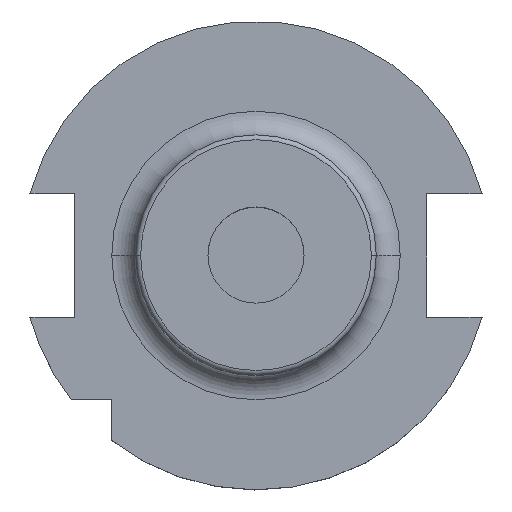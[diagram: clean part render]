
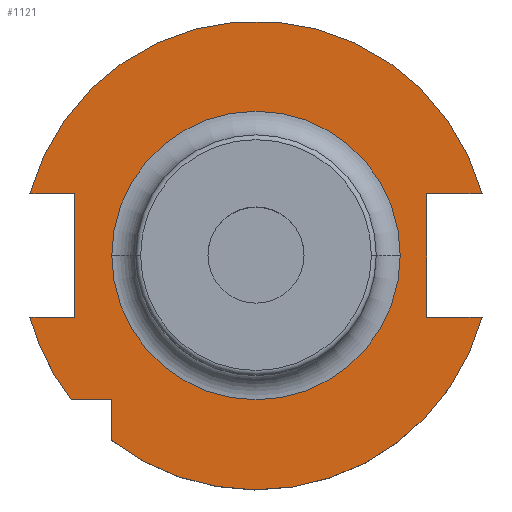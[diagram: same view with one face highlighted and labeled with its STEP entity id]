
A CAD part, top view. The second image highlights one B-rep face of the part: STEP entity #1121.
In plain terms, the highlighted planar face has unit normal (0, 0, 1).
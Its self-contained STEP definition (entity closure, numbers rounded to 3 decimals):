
#3 = ORIENTED_EDGE ( 'NONE', *, *, #1104, .T. ) ;
#47 = VERTEX_POINT ( 'NONE', #1452 ) ;
#62 = CARTESIAN_POINT ( 'NONE',  ( 0., 0., 19.1 ) ) ;
#69 = VERTEX_POINT ( 'NONE', #1107 ) ;
#74 = CARTESIAN_POINT ( 'NONE',  ( -45., -30., 19.1 ) ) ;
#112 = VECTOR ( 'NONE', #1635, 1000. ) ;
#115 = DIRECTION ( 'NONE',  ( 0., 0., -1. ) ) ;
#124 = EDGE_CURVE ( 'NONE', #47, #350, #528, .T. ) ;
#126 = VECTOR ( 'NONE', #1008, 1000. ) ;
#135 = VECTOR ( 'NONE', #695, 1000. ) ;
#143 = AXIS2_PLACEMENT_3D ( 'NONE', #62, #1151, #1959 ) ;
#158 = VECTOR ( 'NONE', #1234, 1000. ) ;
#215 = CARTESIAN_POINT ( 'NONE',  ( -37.7, -12.85, 19.1 ) ) ;
#240 = DIRECTION ( 'NONE',  ( -1., 0., 0. ) ) ;
#249 = CARTESIAN_POINT ( 'NONE',  ( 0., 0., 19.1 ) ) ;
#262 = LINE ( 'NONE', #74, #135 ) ;
#264 = VECTOR ( 'NONE', #1012, 1000. ) ;
#278 = VERTEX_POINT ( 'NONE', #302 ) ;
#293 = CARTESIAN_POINT ( 'NONE',  ( 0., 0., 19.1 ) ) ;
#302 = CARTESIAN_POINT ( 'NONE',  ( -47.026, 12.85, 19.1 ) ) ;
#306 = DIRECTION ( 'NONE',  ( 0., 0., -1. ) ) ;
#350 = VERTEX_POINT ( 'NONE', #517 ) ;
#355 = CARTESIAN_POINT ( 'NONE',  ( -30., -38.426, 19.1 ) ) ;
#418 = EDGE_CURVE ( 'NONE', #551, #1237, #262, .T. ) ;
#456 = LINE ( 'NONE', #612, #1039 ) ;
#458 = CARTESIAN_POINT ( 'NONE',  ( -38.426, -30., 19.1 ) ) ;
#466 = CARTESIAN_POINT ( 'NONE',  ( -63.7, -12.85, 19.1 ) ) ;
#517 = CARTESIAN_POINT ( 'NONE',  ( 35.5, -12.85, 19.1 ) ) ;
#528 = LINE ( 'NONE', #1751, #158 ) ;
#538 = ORIENTED_EDGE ( 'NONE', *, *, #1830, .T. ) ;
#551 = VERTEX_POINT ( 'NONE', #458 ) ;
#565 = VECTOR ( 'NONE', #838, 1000. ) ;
#598 = VERTEX_POINT ( 'NONE', #613 ) ;
#608 = DIRECTION ( 'NONE',  ( -1., 0., 0. ) ) ;
#612 = CARTESIAN_POINT ( 'NONE',  ( -37.7, 12.85, 19.1 ) ) ;
#613 = CARTESIAN_POINT ( 'NONE',  ( -37.7, 12.85, 19.1 ) ) ;
#629 = FACE_OUTER_BOUND ( 'NONE', #1970, .T. ) ;
#656 = CARTESIAN_POINT ( 'NONE',  ( 35.5, 12.85, 19.1 ) ) ;
#681 = CARTESIAN_POINT ( 'NONE',  ( 30., 0., 19.1 ) ) ;
#682 = VERTEX_POINT ( 'NONE', #1329 ) ;
#691 = CARTESIAN_POINT ( 'NONE',  ( 35.5, 12.85, 19.1 ) ) ;
#695 = DIRECTION ( 'NONE',  ( 1., 0., 0. ) ) ;
#705 = DIRECTION ( 'NONE',  ( 0., 0., -1. ) ) ;
#724 = ORIENTED_EDGE ( 'NONE', *, *, #1729, .T. ) ;
#729 = EDGE_LOOP ( 'NONE', ( #2049, #724 ) ) ;
#764 = VERTEX_POINT ( 'NONE', #1845 ) ;
#775 = AXIS2_PLACEMENT_3D ( 'NONE', #1426, #306, #1909 ) ;
#801 = LINE ( 'NONE', #656, #112 ) ;
#810 = CIRCLE ( 'NONE', #1603, 48.75 ) ;
#818 = CIRCLE ( 'NONE', #775, 48.75 ) ;
#819 = AXIS2_PLACEMENT_3D ( 'NONE', #1901, #939, #1094 ) ;
#824 = CARTESIAN_POINT ( 'NONE',  ( -47.026, -12.85, 19.1 ) ) ;
#838 = DIRECTION ( 'NONE',  ( 0., -1., 0. ) ) ;
#939 = DIRECTION ( 'NONE',  ( 0., 0., -1. ) ) ;
#947 = LINE ( 'NONE', #691, #264 ) ;
#955 = ORIENTED_EDGE ( 'NONE', *, *, #1174, .T. ) ;
#961 = EDGE_CURVE ( 'NONE', #682, #764, #801, .T. ) ;
#1008 = DIRECTION ( 'NONE',  ( 1., 0., 0. ) ) ;
#1012 = DIRECTION ( 'NONE',  ( 0., 1., 0. ) ) ;
#1014 = CIRCLE ( 'NONE', #1241, 48.75 ) ;
#1033 = LINE ( 'NONE', #466, #1358 ) ;
#1035 = VERTEX_POINT ( 'NONE', #355 ) ;
#1039 = VECTOR ( 'NONE', #1429, 1000. ) ;
#1078 = ORIENTED_EDGE ( 'NONE', *, *, #124, .T. ) ;
#1094 = DIRECTION ( 'NONE',  ( -1., 0., 0. ) ) ;
#1103 = LINE ( 'NONE', #1333, #126 ) ;
#1104 = EDGE_CURVE ( 'NONE', #1719, #1807, #1033, .T. ) ;
#1107 = CARTESIAN_POINT ( 'NONE',  ( -30., 0., 19.1 ) ) ;
#1121 = ADVANCED_FACE ( 'NONE', ( #1571, #629 ), #1736, .F. ) ;
#1151 = DIRECTION ( 'NONE',  ( 0., 0., -1. ) ) ;
#1159 = ORIENTED_EDGE ( 'NONE', *, *, #1929, .F. ) ;
#1174 = EDGE_CURVE ( 'NONE', #598, #1719, #456, .T. ) ;
#1175 = EDGE_CURVE ( 'NONE', #69, #1721, #1392, .T. ) ;
#1217 = DIRECTION ( 'NONE',  ( -1., 0., 0. ) ) ;
#1234 = DIRECTION ( 'NONE',  ( -1., 0., 0. ) ) ;
#1237 = VERTEX_POINT ( 'NONE', #1785 ) ;
#1241 = AXIS2_PLACEMENT_3D ( 'NONE', #249, #705, #240 ) ;
#1323 = EDGE_CURVE ( 'NONE', #350, #682, #947, .T. ) ;
#1329 = CARTESIAN_POINT ( 'NONE',  ( 35.5, 12.85, 19.1 ) ) ;
#1333 = CARTESIAN_POINT ( 'NONE',  ( -63.7, 12.85, 19.1 ) ) ;
#1342 = ORIENTED_EDGE ( 'NONE', *, *, #961, .T. ) ;
#1358 = VECTOR ( 'NONE', #608, 1000. ) ;
#1392 = CIRCLE ( 'NONE', #819, 30. ) ;
#1425 = ORIENTED_EDGE ( 'NONE', *, *, #1449, .F. ) ;
#1426 = CARTESIAN_POINT ( 'NONE',  ( 0., 0., 19.1 ) ) ;
#1429 = DIRECTION ( 'NONE',  ( 0., -1., 0. ) ) ;
#1449 = EDGE_CURVE ( 'NONE', #278, #764, #818, .T. ) ;
#1452 = CARTESIAN_POINT ( 'NONE',  ( 47.026, -12.85, 19.1 ) ) ;
#1545 = AXIS2_PLACEMENT_3D ( 'NONE', #1577, #2035, #1731 ) ;
#1571 = FACE_BOUND ( 'NONE', #729, .T. ) ;
#1577 = CARTESIAN_POINT ( 'NONE',  ( 0., 0., 19.1 ) ) ;
#1603 = AXIS2_PLACEMENT_3D ( 'NONE', #293, #115, #1217 ) ;
#1635 = DIRECTION ( 'NONE',  ( 1., 0., 0. ) ) ;
#1648 = CARTESIAN_POINT ( 'NONE',  ( -30., -30., 19.1 ) ) ;
#1687 = ORIENTED_EDGE ( 'NONE', *, *, #1848, .T. ) ;
#1719 = VERTEX_POINT ( 'NONE', #215 ) ;
#1721 = VERTEX_POINT ( 'NONE', #681 ) ;
#1729 = EDGE_CURVE ( 'NONE', #1721, #69, #1861, .T. ) ;
#1731 = DIRECTION ( 'NONE',  ( -1., 0., 0. ) ) ;
#1736 = PLANE ( 'NONE',  #1545 ) ;
#1751 = CARTESIAN_POINT ( 'NONE',  ( 35.5, -12.85, 19.1 ) ) ;
#1775 = LINE ( 'NONE', #1648, #565 ) ;
#1785 = CARTESIAN_POINT ( 'NONE',  ( -30., -30., 19.1 ) ) ;
#1807 = VERTEX_POINT ( 'NONE', #824 ) ;
#1815 = ORIENTED_EDGE ( 'NONE', *, *, #418, .T. ) ;
#1830 = EDGE_CURVE ( 'NONE', #1237, #1035, #1775, .T. ) ;
#1845 = CARTESIAN_POINT ( 'NONE',  ( 47.026, 12.85, 19.1 ) ) ;
#1848 = EDGE_CURVE ( 'NONE', #278, #598, #1103, .T. ) ;
#1861 = CIRCLE ( 'NONE', #143, 30. ) ;
#1901 = CARTESIAN_POINT ( 'NONE',  ( 0., 0., 19.1 ) ) ;
#1903 = EDGE_CURVE ( 'NONE', #551, #1807, #1014, .T. ) ;
#1909 = DIRECTION ( 'NONE',  ( -1., 0., 0. ) ) ;
#1929 = EDGE_CURVE ( 'NONE', #47, #1035, #810, .T. ) ;
#1959 = DIRECTION ( 'NONE',  ( -1., 0., 0. ) ) ;
#1967 = ORIENTED_EDGE ( 'NONE', *, *, #1903, .F. ) ;
#1970 = EDGE_LOOP ( 'NONE', ( #538, #1159, #1078, #2012, #1342, #1425, #1687, #955, #3, #1967, #1815 ) ) ;
#2012 = ORIENTED_EDGE ( 'NONE', *, *, #1323, .T. ) ;
#2035 = DIRECTION ( 'NONE',  ( 0., 0., -1. ) ) ;
#2049 = ORIENTED_EDGE ( 'NONE', *, *, #1175, .T. ) ;
